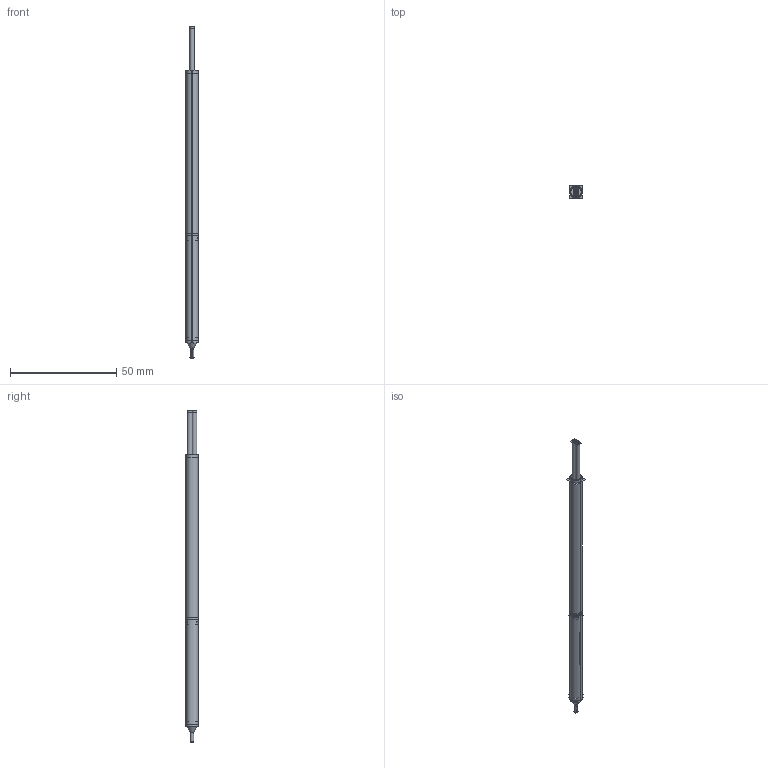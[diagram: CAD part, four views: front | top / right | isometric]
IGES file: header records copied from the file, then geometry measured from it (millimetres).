
Start section:  PTC IGES file: 193989.igs
Global section: file name: 193989.igs; native system: Creo Parametric by Parametric Technology Corporation; preprocessor: 2013230; author: PDMAdmin; organization: Unknown; date: 20160322.142436; units: millimetre
Bounding box: 6.11 x 6.09 x 156.55 mm (x, y, z)
Volume: 1896 mm3; surface area: 32801.5 mm2
Topology: 9 solids, 9 shells, 204 faces, 966 edges, 1233 vertices
Faces by surface type: revolution 152, bspline 52
